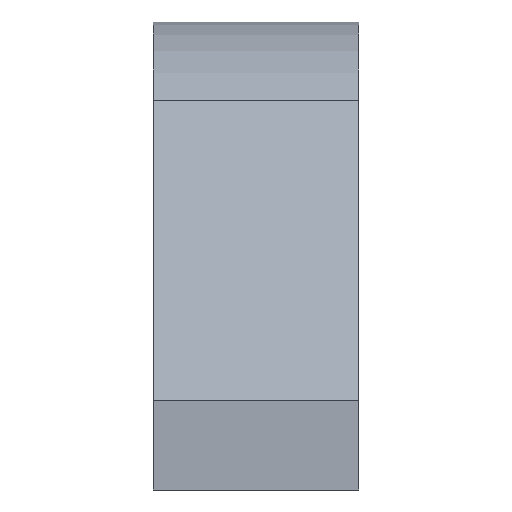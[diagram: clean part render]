
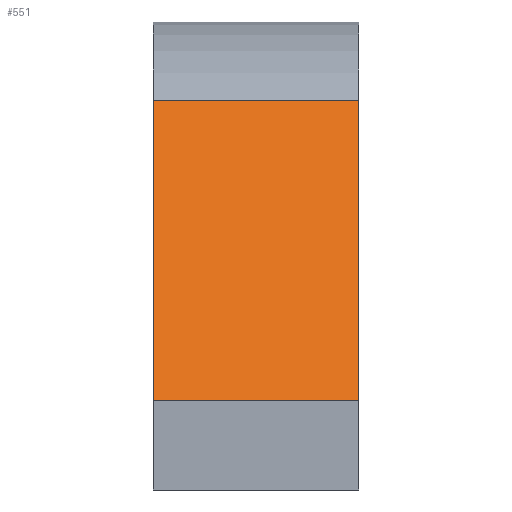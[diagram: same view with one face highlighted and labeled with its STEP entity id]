
A CAD part, left-side view. The second image highlights one B-rep face of the part: STEP entity #551.
In plain terms, the highlighted planar face has unit normal (-0.707, 0, 0.707).
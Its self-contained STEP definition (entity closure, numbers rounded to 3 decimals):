
#16 = DIRECTION ( 'NONE',  ( 0.707, 0., 0.707 ) ) ;
#32 = DIRECTION ( 'NONE',  ( 0., -1., 0. ) ) ;
#43 = EDGE_LOOP ( 'NONE', ( #384, #283, #508, #269 ) ) ;
#48 = VERTEX_POINT ( 'NONE', #324 ) ;
#56 = CARTESIAN_POINT ( 'NONE',  ( 53.64, 23., 43.64 ) ) ;
#59 = PLANE ( 'NONE',  #363 ) ;
#79 = LINE ( 'NONE', #56, #119 ) ;
#90 = CARTESIAN_POINT ( 'NONE',  ( 20., 0., 10. ) ) ;
#108 = VECTOR ( 'NONE', #32, 1000. ) ;
#119 = VECTOR ( 'NONE', #315, 1000. ) ;
#157 = EDGE_CURVE ( 'NONE', #326, #48, #402, .T. ) ;
#176 = EDGE_CURVE ( 'NONE', #421, #450, #79, .T. ) ;
#183 = CARTESIAN_POINT ( 'NONE',  ( 20., 23., 10. ) ) ;
#184 = FACE_OUTER_BOUND ( 'NONE', #43, .T. ) ;
#193 = CARTESIAN_POINT ( 'NONE',  ( 20., 23., 10. ) ) ;
#208 = EDGE_CURVE ( 'NONE', #48, #421, #534, .T. ) ;
#260 = VECTOR ( 'NONE', #16, 1000. ) ;
#269 = ORIENTED_EDGE ( 'NONE', *, *, #157, .T. ) ;
#280 = CARTESIAN_POINT ( 'NONE',  ( 20., 23., 10. ) ) ;
#283 = ORIENTED_EDGE ( 'NONE', *, *, #176, .T. ) ;
#315 = DIRECTION ( 'NONE',  ( 0., 1., 0. ) ) ;
#316 = LINE ( 'NONE', #280, #511 ) ;
#317 = DIRECTION ( 'NONE',  ( -0.707, 0., -0.707 ) ) ;
#320 = CARTESIAN_POINT ( 'NONE',  ( 20., 23., 10. ) ) ;
#324 = CARTESIAN_POINT ( 'NONE',  ( 20., 0., 10. ) ) ;
#326 = VERTEX_POINT ( 'NONE', #320 ) ;
#327 = CARTESIAN_POINT ( 'NONE',  ( 53.64, 0., 43.64 ) ) ;
#363 = AXIS2_PLACEMENT_3D ( 'NONE', #183, #492, #317 ) ;
#377 = DIRECTION ( 'NONE',  ( 0.707, 0., 0.707 ) ) ;
#384 = ORIENTED_EDGE ( 'NONE', *, *, #208, .T. ) ;
#402 = LINE ( 'NONE', #193, #108 ) ;
#405 = EDGE_CURVE ( 'NONE', #326, #450, #316, .T. ) ;
#421 = VERTEX_POINT ( 'NONE', #327 ) ;
#430 = CARTESIAN_POINT ( 'NONE',  ( 53.64, 23., 43.64 ) ) ;
#450 = VERTEX_POINT ( 'NONE', #430 ) ;
#492 = DIRECTION ( 'NONE',  ( 0.707, 0., -0.707 ) ) ;
#508 = ORIENTED_EDGE ( 'NONE', *, *, #405, .F. ) ;
#511 = VECTOR ( 'NONE', #377, 1000. ) ;
#534 = LINE ( 'NONE', #90, #260 ) ;
#551 = ADVANCED_FACE ( 'NONE', ( #184 ), #59, .F. ) ;
